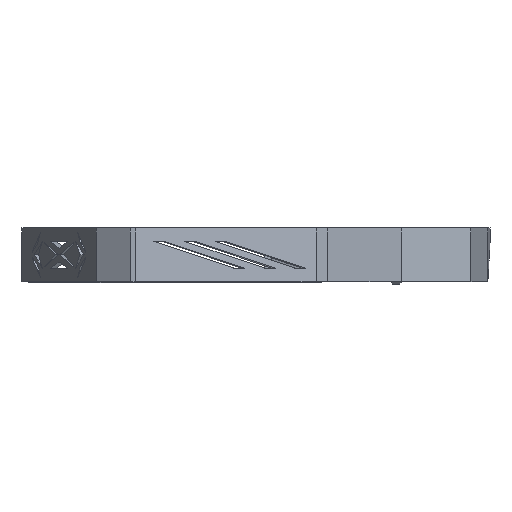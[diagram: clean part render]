
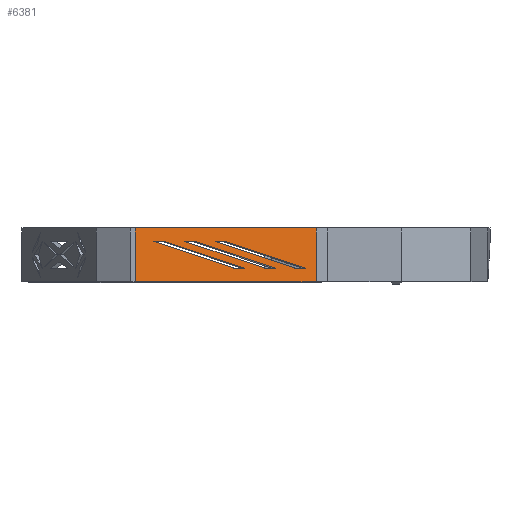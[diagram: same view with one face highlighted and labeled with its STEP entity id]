
A CAD part, left-side view. The second image highlights one B-rep face of the part: STEP entity #6381.
In plain terms, the highlighted planar face has unit normal (-0.836, -0.549, 0).
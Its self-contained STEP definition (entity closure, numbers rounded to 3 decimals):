
#184=FACE_BOUND('',#852,.T.);
#185=FACE_BOUND('',#853,.T.);
#186=FACE_BOUND('',#854,.T.);
#505=FACE_OUTER_BOUND('',#851,.T.);
#851=EDGE_LOOP('',(#5502,#5503,#5504,#5505));
#852=EDGE_LOOP('',(#5506,#5507,#5508,#5509));
#853=EDGE_LOOP('',(#5510,#5511,#5512,#5513));
#854=EDGE_LOOP('',(#5514,#5515,#5516,#5517));
#1298=LINE('',#9037,#2103);
#1301=LINE('',#9043,#2106);
#1304=LINE('',#9049,#2109);
#1307=LINE('',#9053,#2112);
#1310=LINE('',#9061,#2115);
#1313=LINE('',#9067,#2118);
#1316=LINE('',#9073,#2121);
#1319=LINE('',#9077,#2124);
#1322=LINE('',#9085,#2127);
#1325=LINE('',#9091,#2130);
#1328=LINE('',#9097,#2133);
#1331=LINE('',#9101,#2136);
#1487=LINE('',#10046,#2292);
#1561=LINE('',#10260,#2366);
#1701=LINE('',#10553,#2506);
#1702=LINE('',#10555,#2507);
#2103=VECTOR('',#7384,10.);
#2106=VECTOR('',#7389,10.);
#2109=VECTOR('',#7394,10.);
#2112=VECTOR('',#7399,10.);
#2115=VECTOR('',#7404,10.);
#2118=VECTOR('',#7409,10.);
#2121=VECTOR('',#7414,10.);
#2124=VECTOR('',#7419,10.);
#2127=VECTOR('',#7424,10.);
#2130=VECTOR('',#7429,10.);
#2133=VECTOR('',#7434,10.);
#2136=VECTOR('',#7439,10.);
#2292=VECTOR('',#7789,10.);
#2366=VECTOR('',#7901,10.);
#2506=VECTOR('',#8183,10.);
#2507=VECTOR('',#8186,10.);
#2798=VERTEX_POINT('',#9034);
#2799=VERTEX_POINT('',#9036);
#2801=VERTEX_POINT('',#9042);
#2803=VERTEX_POINT('',#9048);
#2806=VERTEX_POINT('',#9058);
#2807=VERTEX_POINT('',#9060);
#2809=VERTEX_POINT('',#9066);
#2811=VERTEX_POINT('',#9072);
#2814=VERTEX_POINT('',#9082);
#2815=VERTEX_POINT('',#9084);
#2817=VERTEX_POINT('',#9090);
#2819=VERTEX_POINT('',#9096);
#2984=VERTEX_POINT('',#10043);
#2985=VERTEX_POINT('',#10045);
#3033=VERTEX_POINT('',#10257);
#3034=VERTEX_POINT('',#10259);
#3499=EDGE_CURVE('',#2799,#2798,#1298,.T.);
#3502=EDGE_CURVE('',#2801,#2799,#1301,.T.);
#3505=EDGE_CURVE('',#2803,#2801,#1304,.T.);
#3508=EDGE_CURVE('',#2798,#2803,#1307,.T.);
#3511=EDGE_CURVE('',#2807,#2806,#1310,.T.);
#3514=EDGE_CURVE('',#2809,#2807,#1313,.T.);
#3517=EDGE_CURVE('',#2811,#2809,#1316,.T.);
#3520=EDGE_CURVE('',#2806,#2811,#1319,.T.);
#3523=EDGE_CURVE('',#2815,#2814,#1322,.T.);
#3526=EDGE_CURVE('',#2817,#2815,#1325,.T.);
#3529=EDGE_CURVE('',#2819,#2817,#1328,.T.);
#3532=EDGE_CURVE('',#2814,#2819,#1331,.T.);
#3771=EDGE_CURVE('',#2984,#2985,#1487,.T.);
#3847=EDGE_CURVE('',#3033,#3034,#1561,.T.);
#3993=EDGE_CURVE('',#3033,#2985,#1701,.T.);
#3994=EDGE_CURVE('',#3034,#2984,#1702,.T.);
#5502=ORIENTED_EDGE('',*,*,#3993,.T.);
#5503=ORIENTED_EDGE('',*,*,#3771,.F.);
#5504=ORIENTED_EDGE('',*,*,#3994,.F.);
#5505=ORIENTED_EDGE('',*,*,#3847,.F.);
#5506=ORIENTED_EDGE('',*,*,#3505,.T.);
#5507=ORIENTED_EDGE('',*,*,#3502,.T.);
#5508=ORIENTED_EDGE('',*,*,#3499,.T.);
#5509=ORIENTED_EDGE('',*,*,#3508,.T.);
#5510=ORIENTED_EDGE('',*,*,#3517,.T.);
#5511=ORIENTED_EDGE('',*,*,#3514,.T.);
#5512=ORIENTED_EDGE('',*,*,#3511,.T.);
#5513=ORIENTED_EDGE('',*,*,#3520,.T.);
#5514=ORIENTED_EDGE('',*,*,#3529,.T.);
#5515=ORIENTED_EDGE('',*,*,#3526,.T.);
#5516=ORIENTED_EDGE('',*,*,#3523,.T.);
#5517=ORIENTED_EDGE('',*,*,#3532,.T.);
#6063=PLANE('',#6742);
#6381=ADVANCED_FACE('',(#505,#184,#185,#186),#6063,.T.);
#6742=AXIS2_PLACEMENT_3D('',#10554,#8184,#8185);
#7384=DIRECTION('',(0.529,-0.805,-0.269));
#7389=DIRECTION('',(0.549,-0.836,0.));
#7394=DIRECTION('',(-0.529,0.805,0.269));
#7399=DIRECTION('',(-0.549,0.836,0.));
#7404=DIRECTION('',(-0.549,0.836,0.));
#7409=DIRECTION('',(0.529,-0.805,-0.269));
#7414=DIRECTION('',(0.549,-0.836,0.));
#7419=DIRECTION('',(-0.529,0.805,0.269));
#7424=DIRECTION('',(-0.549,0.836,0.));
#7429=DIRECTION('',(0.529,-0.805,-0.269));
#7434=DIRECTION('',(0.549,-0.836,0.));
#7439=DIRECTION('',(-0.529,0.805,0.269));
#7789=DIRECTION('',(0.549,-0.836,0.));
#7901=DIRECTION('',(-0.549,0.836,0.));
#8183=DIRECTION('',(0.,0.,1.));
#8184=DIRECTION('center_axis',(-0.836,-0.549,0.));
#8185=DIRECTION('ref_axis',(0.549,-0.836,0.));
#8186=DIRECTION('',(0.,0.,1.));
#9034=CARTESIAN_POINT('',(-108.367,15.652,5.5));
#9036=CARTESIAN_POINT('',(-129.991,48.54,16.5));
#9037=CARTESIAN_POINT('',(-132.831,52.859,17.945));
#9042=CARTESIAN_POINT('',(-132.738,52.718,16.5));
#9043=CARTESIAN_POINT('',(-135.309,56.628,16.5));
#9048=CARTESIAN_POINT('',(-111.114,19.83,5.5));
#9049=CARTESIAN_POINT('',(-123.492,38.656,11.797));
#9053=CARTESIAN_POINT('',(-123.124,38.095,5.5));
#9058=CARTESIAN_POINT('',(-102.873,7.297,5.5));
#9060=CARTESIAN_POINT('',(-100.126,3.119,5.5));
#9061=CARTESIAN_POINT('',(-119.003,31.829,5.5));
#9066=CARTESIAN_POINT('',(-121.75,36.007,16.5));
#9067=CARTESIAN_POINT('',(-128.412,46.139,19.889));
#9072=CARTESIAN_POINT('',(-124.497,40.184,16.5));
#9073=CARTESIAN_POINT('',(-131.189,50.362,16.5));
#9077=CARTESIAN_POINT('',(-119.073,31.935,13.741));
#9082=CARTESIAN_POINT('',(-94.632,-5.237,5.5));
#9084=CARTESIAN_POINT('',(-91.885,-9.415,5.5));
#9085=CARTESIAN_POINT('',(-114.883,25.562,5.5));
#9090=CARTESIAN_POINT('',(-113.509,23.473,16.5));
#9091=CARTESIAN_POINT('',(-123.993,39.418,21.833));
#9096=CARTESIAN_POINT('',(-116.256,27.651,16.5));
#9097=CARTESIAN_POINT('',(-127.068,44.095,16.5));
#9101=CARTESIAN_POINT('',(-114.654,25.214,15.685));
#10043=CARTESIAN_POINT('',(-137.88,60.539,22.));
#10045=CARTESIAN_POINT('',(-89.138,-13.592,22.));
#10046=CARTESIAN_POINT('',(-89.138,-13.592,22.));
#10257=CARTESIAN_POINT('',(-89.138,-13.592,0.));
#10259=CARTESIAN_POINT('',(-137.88,60.539,0.));
#10260=CARTESIAN_POINT('',(-89.138,-13.592,0.));
#10553=CARTESIAN_POINT('',(-89.138,-13.592,5.));
#10554=CARTESIAN_POINT('Origin',(-137.88,60.539,5.));
#10555=CARTESIAN_POINT('',(-137.88,60.539,5.));
